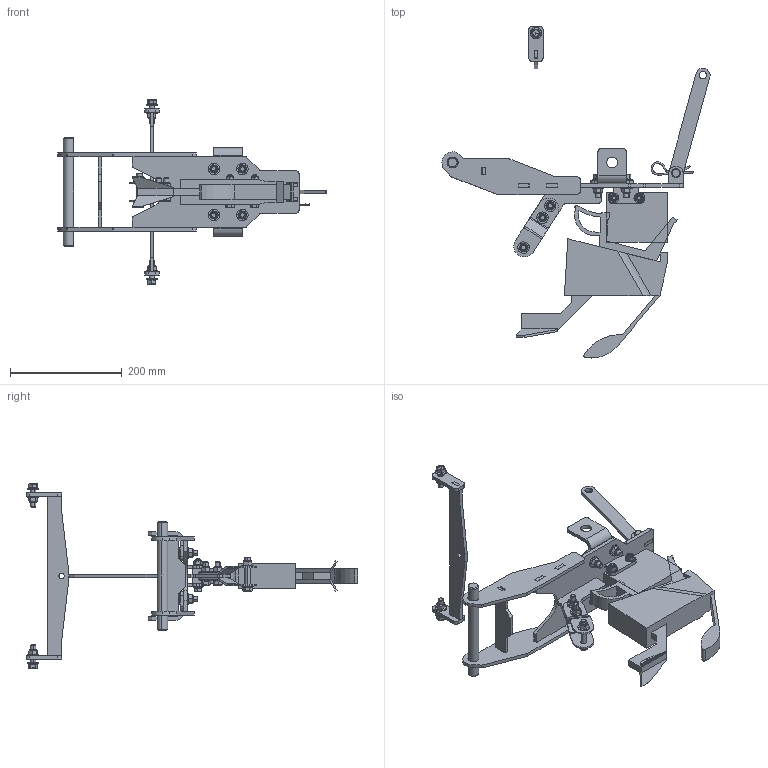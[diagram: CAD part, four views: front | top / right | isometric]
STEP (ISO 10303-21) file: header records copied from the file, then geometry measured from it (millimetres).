
FILE_DESCRIPTION (( 'STEP AP214' ), '1' );
FILE_NAME ('AE054116.STEP', '2025-01-17T16:12:21', ( '' ), ( '' ), 'SwSTEP 2.0', 'SolidWorks 2022', '' );
FILE_SCHEMA (( 'AUTOMOTIVE_DESIGN' ));
Length unit declared in the file: inch
Products named in the file (27): .375-16 GRADE 5 STEEL FLANGED HEX HEAD CAP SCREW_005; AE054117-003_001; AE053266-002_001; AE054116; AE053290_001; .313-18 GRADE 5 STEEL FLANGED HEX HEAD CAP SCREW_008; AE054243_001; AE054107_SnapMount_001; AE054224_001; AE053266-001_001; AE054107_Mount_001; AE054117_001; AE054117-005_001; AE054117-004_001; AE054107_Body_001; .375-16 GRADE 5 STEEL FLANGED HEX HEAD CAP SCREW_008; AE054117-001_001; AE054117-007_001; 97245A712_97245A712; AE054107_Injector_001; AE054117-002_001; AE053266_001; GRADE F FLANGE LOCK NUT_007; AE054117-006_001; GRADE F FLANGE LOCK NUT_009; AE054107_001; AE054107_Firmer_001
Assembly tree (49 placements, depth 3):
  AE054116
    .375-16 GRADE 5 STEEL FLANGED HEX HEAD CAP SCREW_005  x8
    GRADE F FLANGE LOCK NUT_009  x9
    .375-16 GRADE 5 STEEL FLANGED HEX HEAD CAP SCREW_008
    GRADE F FLANGE LOCK NUT_007  x2
    AE054117_001
      AE054117-001_001
      AE054117-002_001
      AE054117-003_001  x2
      AE054117-004_001  x2
      AE054117-005_001
      AE054117-006_001  x2
      AE054117-007_001
    AE054224_001
    AE053290_001  x2
    97245A712_97245A712
    AE054107_001
      AE054107_Body_001
      AE054107_Firmer_001
      AE054107_Injector_001
      AE054107_SnapMount_001
      AE054107_Mount_001
    .313-18 GRADE 5 STEEL FLANGED HEX HEAD CAP SCREW_008  x2
    AE054243_001  x2
    AE053266_001
      AE053266-001_001
      AE053266-002_001  x2
Bounding box: 480.03 x 594.34 x 330.2 mm (x, y, z)
Volume: 1801364.6 mm3; surface area: 442608.2 mm2
Topology: 58 solids, 58 shells, 1399 faces, 3308 edges, 2112 vertices
Faces by surface type: plane 692, cylinder 380, cone 221, torus 106
Entity records: 20053 total; most frequent: CARTESIAN_POINT 3809, DIRECTION 3210, ORIENTED_EDGE 3004, EDGE_CURVE 1502, AXIS2_PLACEMENT_3D 1139, VERTEX_POINT 964, LINE 932, VECTOR 932
